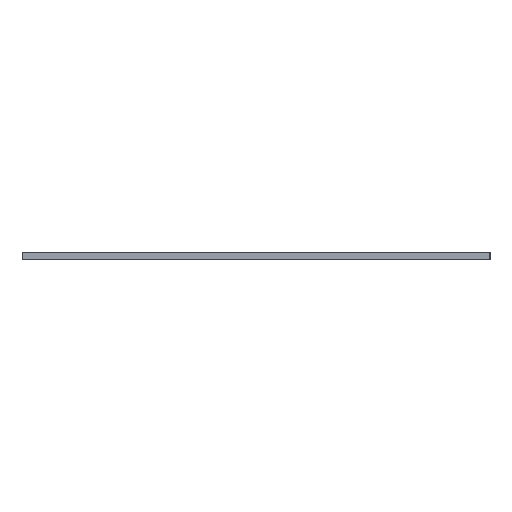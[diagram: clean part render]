
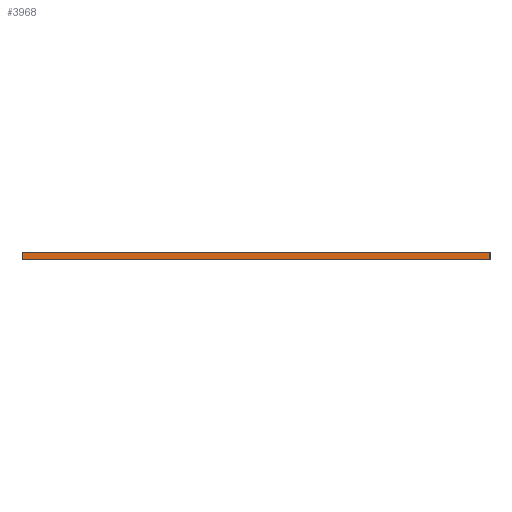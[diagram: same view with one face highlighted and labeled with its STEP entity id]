
A CAD part, left-side view. The second image highlights one B-rep face of the part: STEP entity #3968.
In plain terms, the highlighted face is planar.
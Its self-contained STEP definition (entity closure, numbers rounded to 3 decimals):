
#98=PLANE('',#4087);
#301=FACE_OUTER_BOUND('',#526,.T.);
#526=EDGE_LOOP('',(#3499,#3500,#3501,#3502));
#845=LINE('',#7544,#1196);
#853=LINE('',#7563,#1204);
#854=LINE('',#7565,#1205);
#855=LINE('',#7566,#1206);
#1196=VECTOR('',#4534,10.);
#1204=VECTOR('',#4550,10.);
#1205=VECTOR('',#4551,10.);
#1206=VECTOR('',#4552,10.);
#1838=VERTEX_POINT('',#7542);
#1839=VERTEX_POINT('',#7543);
#1846=VERTEX_POINT('',#7562);
#1847=VERTEX_POINT('',#7564);
#2401=EDGE_CURVE('',#1838,#1839,#845,.T.);
#2409=EDGE_CURVE('',#1846,#1838,#853,.T.);
#2410=EDGE_CURVE('',#1847,#1846,#854,.T.);
#2411=EDGE_CURVE('',#1839,#1847,#855,.T.);
#3499=ORIENTED_EDGE('',*,*,#2401,.F.);
#3500=ORIENTED_EDGE('',*,*,#2409,.F.);
#3501=ORIENTED_EDGE('',*,*,#2410,.F.);
#3502=ORIENTED_EDGE('',*,*,#2411,.F.);
#3968=ADVANCED_FACE('',(#301),#98,.F.);
#4087=AXIS2_PLACEMENT_3D('',#7561,#4548,#4549);
#4534=DIRECTION('',(0.,-1.,0.));
#4548=DIRECTION('center_axis',(1.,0.,0.));
#4549=DIRECTION('ref_axis',(0.,-1.,0.));
#4550=DIRECTION('',(0.,0.,1.));
#4551=DIRECTION('',(0.,1.,0.));
#4552=DIRECTION('',(0.,0.,-1.));
#7542=CARTESIAN_POINT('',(-46.274,37.36,1.5));
#7543=CARTESIAN_POINT('',(-46.274,-51.44,1.5));
#7544=CARTESIAN_POINT('',(-46.274,15.16,1.5));
#7561=CARTESIAN_POINT('Origin',(-46.274,37.36,1.5));
#7562=CARTESIAN_POINT('',(-46.274,37.36,0.));
#7563=CARTESIAN_POINT('',(-46.274,37.36,0.75));
#7564=CARTESIAN_POINT('',(-46.274,-51.44,0.));
#7565=CARTESIAN_POINT('',(-46.274,15.16,0.));
#7566=CARTESIAN_POINT('',(-46.274,-51.44,0.75));
